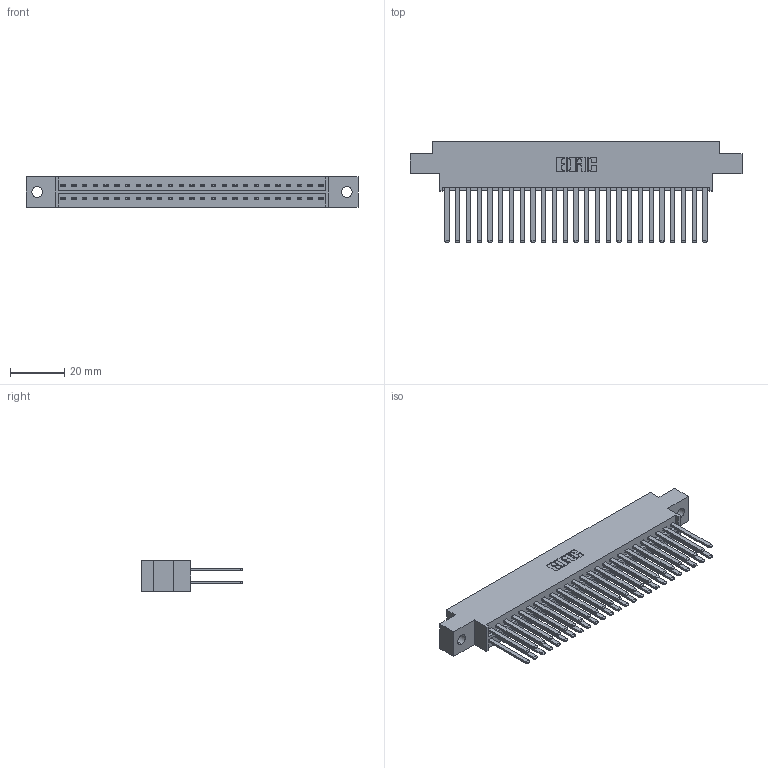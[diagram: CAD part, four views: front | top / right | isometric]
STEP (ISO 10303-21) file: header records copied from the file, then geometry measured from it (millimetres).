
FILE_DESCRIPTION (( 'STEP AP203' ), '1' );
FILE_NAME ('336-050-541-804.STEP', '2020-08-08T00:09:23', ( '' ), ( '' ), 'SwSTEP 2.0', 'SolidWorks 2020', '' );
FILE_SCHEMA (( 'CONFIG_CONTROL_DESIGN' ));
Length unit declared in the file: inch
Products named in the file (3): 336-290-001_336-290-541; 336-050-541-804; 336 Part_Offset - .156 Dia - TH
Assembly tree (51 placements, depth 2):
  336-050-541-804
    336 Part_Offset - .156 Dia - TH
    336-290-001_336-290-541  x50
Bounding box: 122.45 x 37.34 x 11.1 mm (x, y, z)
Volume: 18275.6 mm3; surface area: 22929 mm2
Topology: 51 solids, 51 shells, 2218 faces, 6673 edges, 4414 vertices
Faces by surface type: plane 1374, cylinder 844
Entity records: 21436 total; most frequent: CARTESIAN_POINT 3709, ORIENTED_EDGE 3546, DIRECTION 3089, EDGE_CURVE 1773, VECTOR 1641, LINE 1641, VERTEX_POINT 1180, AXIS2_PLACEMENT_3D 724
